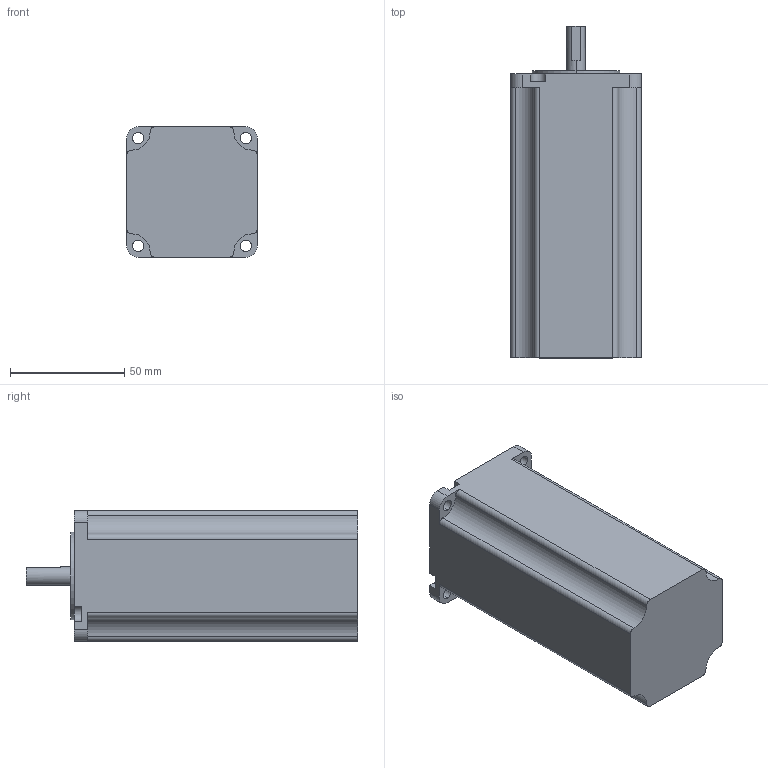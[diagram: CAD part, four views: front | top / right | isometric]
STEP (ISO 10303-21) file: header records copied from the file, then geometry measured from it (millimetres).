
FILE_DESCRIPTION (( 'STEP AP203' ), '1' );
FILE_NAME ('57HT80-D0821-BZ.STEP', '2023-12-14T02:14:20', ( '' ), ( '' ), 'SwSTEP 2.0', 'SolidWorks 2020', '' );
FILE_SCHEMA (( 'CONFIG_CONTROL_DESIGN' ));
Length unit declared in the file: millimetre
Products named in the file (1): 57HT80-D0821-BZ
Bounding box: 57 x 145 x 57 mm (x, y, z)
Volume: 358452.9 mm3; surface area: 35808.6 mm2
Topology: 1 solids, 1 shells, 77 faces, 201 edges, 134 vertices
Faces by surface type: cylinder 45, plane 32
Entity records: 2500 total; most frequent: DIRECTION 449, CARTESIAN_POINT 413, ORIENTED_EDGE 402, EDGE_CURVE 201, AXIS2_PLACEMENT_3D 170, VERTEX_POINT 134, VECTOR 109, LINE 109
